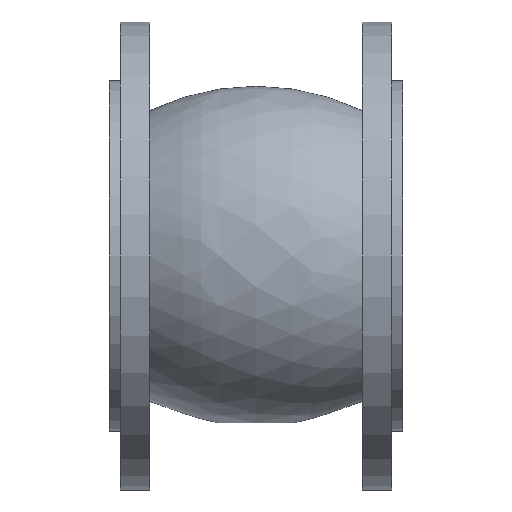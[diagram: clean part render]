
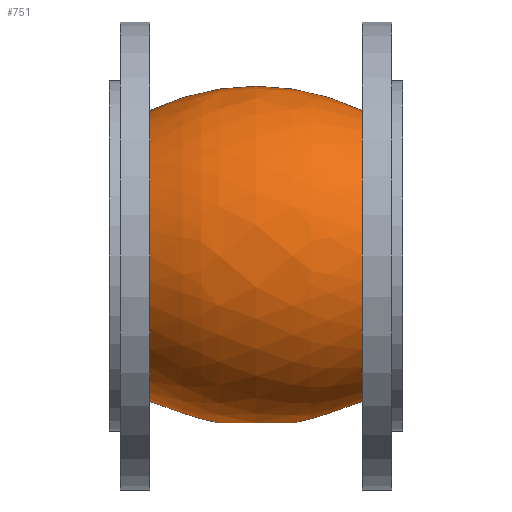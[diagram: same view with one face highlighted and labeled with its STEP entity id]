
A CAD part, left-side view. The second image highlights one B-rep face of the part: STEP entity #751.
In plain terms, the highlighted free-form (B-spline) face has degree [2, 2] with [3, 9] control points.
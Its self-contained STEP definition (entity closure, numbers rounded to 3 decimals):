
#14=(
BOUNDED_SURFACE()
B_SPLINE_SURFACE(2,2,((#1276,#1277,#1278,#1279,#1280,#1281,#1282,#1283,
#1284),(#1285,#1286,#1287,#1288,#1289,#1290,#1291,#1292,#1293),(#1294,#1295,
#1296,#1297,#1298,#1299,#1300,#1301,#1302)),.UNSPECIFIED.,.F.,.T.,.F.)
B_SPLINE_SURFACE_WITH_KNOTS((3,3),(3,2,2,2,3),(-0.453,0.453),
(-3.142,-1.571,0.,1.571,3.142),
 .UNSPECIFIED.)
GEOMETRIC_REPRESENTATION_ITEM()
RATIONAL_B_SPLINE_SURFACE(((1.,0.707,1.,0.707,1.,
0.707,1.,0.707,1.),(0.899,0.636,
0.899,0.636,0.899,0.636,
0.899,0.636,0.899),(1.,0.707,
1.,0.707,1.,0.707,1.,0.707,1.)))
REPRESENTATION_ITEM('')
SURFACE()
);
#110=FACE_OUTER_BOUND('',#200,.T.);
#200=EDGE_LOOP('',(#646,#647,#648,#649));
#310=CIRCLE('',#849,103.989);
#318=CIRCLE('',#866,103.989);
#319=CIRCLE('',#867,173.751);
#371=VERTEX_POINT('',#1245);
#379=VERTEX_POINT('',#1274);
#456=EDGE_CURVE('',#371,#371,#310,.T.);
#468=EDGE_CURVE('',#379,#379,#318,.T.);
#469=EDGE_CURVE('',#371,#379,#319,.T.);
#646=ORIENTED_EDGE('',*,*,#456,.F.);
#647=ORIENTED_EDGE('',*,*,#469,.T.);
#648=ORIENTED_EDGE('',*,*,#468,.T.);
#649=ORIENTED_EDGE('',*,*,#469,.F.);
#751=ADVANCED_FACE('',(#110),#14,.F.);
#849=AXIS2_PLACEMENT_3D('',#1246,#1049,#1050);
#866=AXIS2_PLACEMENT_3D('',#1275,#1087,#1088);
#867=AXIS2_PLACEMENT_3D('',#1303,#1089,#1090);
#1049=DIRECTION('center_axis',(0.,-1.,0.));
#1050=DIRECTION('ref_axis',(1.,0.,0.));
#1087=DIRECTION('center_axis',(0.,-1.,0.));
#1088=DIRECTION('ref_axis',(1.,0.,0.));
#1089=DIRECTION('center_axis',(-1.,0.,0.));
#1090=DIRECTION('ref_axis',(0.,0.,1.));
#1245=CARTESIAN_POINT('',(0.,29.,103.989));
#1246=CARTESIAN_POINT('Origin',(0.,29.,0.));
#1274=CARTESIAN_POINT('',(0.,181.,103.989));
#1275=CARTESIAN_POINT('Origin',(0.,181.,0.));
#1276=CARTESIAN_POINT('Ctrl Pts',(0.,181.,103.989));
#1277=CARTESIAN_POINT('Ctrl Pts',(-103.989,181.,103.989));
#1278=CARTESIAN_POINT('Ctrl Pts',(-103.989,181.,0.));
#1279=CARTESIAN_POINT('Ctrl Pts',(-103.989,181.,-103.989));
#1280=CARTESIAN_POINT('Ctrl Pts',(0.,181.,-103.989));
#1281=CARTESIAN_POINT('Ctrl Pts',(103.989,181.,-103.989));
#1282=CARTESIAN_POINT('Ctrl Pts',(103.989,181.,0.));
#1283=CARTESIAN_POINT('Ctrl Pts',(103.989,181.,103.989));
#1284=CARTESIAN_POINT('Ctrl Pts',(0.,181.,103.989));
#1285=CARTESIAN_POINT('Ctrl Pts',(0.,105.,140.956));
#1286=CARTESIAN_POINT('Ctrl Pts',(-140.956,105.,140.956));
#1287=CARTESIAN_POINT('Ctrl Pts',(-140.956,105.,0.));
#1288=CARTESIAN_POINT('Ctrl Pts',(-140.956,105.,-140.956));
#1289=CARTESIAN_POINT('Ctrl Pts',(0.,105.,-140.956));
#1290=CARTESIAN_POINT('Ctrl Pts',(140.956,105.,-140.956));
#1291=CARTESIAN_POINT('Ctrl Pts',(140.956,105.,0.));
#1292=CARTESIAN_POINT('Ctrl Pts',(140.956,105.,140.956));
#1293=CARTESIAN_POINT('Ctrl Pts',(0.,105.,140.956));
#1294=CARTESIAN_POINT('Ctrl Pts',(0.,29.,103.989));
#1295=CARTESIAN_POINT('Ctrl Pts',(-103.989,29.,103.989));
#1296=CARTESIAN_POINT('Ctrl Pts',(-103.989,29.,0.));
#1297=CARTESIAN_POINT('Ctrl Pts',(-103.989,29.,-103.989));
#1298=CARTESIAN_POINT('Ctrl Pts',(0.,29.,-103.989));
#1299=CARTESIAN_POINT('Ctrl Pts',(103.989,29.,-103.989));
#1300=CARTESIAN_POINT('Ctrl Pts',(103.989,29.,0.));
#1301=CARTESIAN_POINT('Ctrl Pts',(103.989,29.,103.989));
#1302=CARTESIAN_POINT('Ctrl Pts',(0.,29.,103.989));
#1303=CARTESIAN_POINT('Origin',(0.,105.,-52.259));
